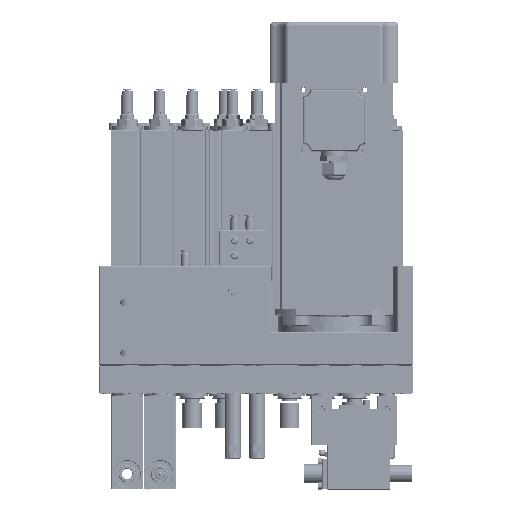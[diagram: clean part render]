
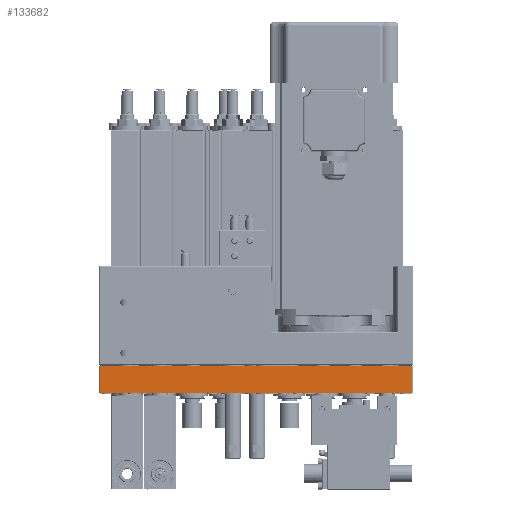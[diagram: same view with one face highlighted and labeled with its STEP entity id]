
A CAD part, left-side view. The second image highlights one B-rep face of the part: STEP entity #133682.
In plain terms, the highlighted planar face has unit normal (-1, 0, 0).
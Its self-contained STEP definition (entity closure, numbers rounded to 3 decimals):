
#2598 = VERTEX_POINT ( 'NONE', #301097 ) ;
#4020 = DIRECTION ( 'NONE',  ( 0., 0., -1. ) ) ;
#6732 = VERTEX_POINT ( 'NONE', #102911 ) ;
#14954 = EDGE_CURVE ( 'NONE', #2598, #29153, #48974, .T. ) ;
#18811 = DIRECTION ( 'NONE',  ( 1., 0., 0. ) ) ;
#21481 = LINE ( 'NONE', #288118, #206548 ) ;
#25021 = VECTOR ( 'NONE', #273725, 1000. ) ;
#29153 = VERTEX_POINT ( 'NONE', #162888 ) ;
#34277 = ORIENTED_EDGE ( 'NONE', *, *, #14954, .T. ) ;
#42292 = AXIS2_PLACEMENT_3D ( 'NONE', #183155, #18811, #63357 ) ;
#48974 = LINE ( 'NONE', #262995, #244941 ) ;
#63357 = DIRECTION ( 'NONE',  ( 0., 1., 0. ) ) ;
#65626 = LINE ( 'NONE', #202460, #25021 ) ;
#70090 = EDGE_CURVE ( 'NONE', #75691, #6732, #218766, .T. ) ;
#72531 = ORIENTED_EDGE ( 'NONE', *, *, #70090, .T. ) ;
#75691 = VERTEX_POINT ( 'NONE', #248071 ) ;
#102911 = CARTESIAN_POINT ( 'NONE',  ( -194., -217., -27. ) ) ;
#114194 = ORIENTED_EDGE ( 'NONE', *, *, #120149, .T. ) ;
#120149 = EDGE_CURVE ( 'NONE', #6732, #2598, #65626, .T. ) ;
#121436 = DIRECTION ( 'NONE',  ( 0., 1., 0. ) ) ;
#133682 = ADVANCED_FACE ( 'NONE', ( #190234 ), #157265, .F. ) ;
#157261 = DIRECTION ( 'NONE',  ( 0., -1., 0. ) ) ;
#157265 = PLANE ( 'NONE',  #42292 ) ;
#159625 = VECTOR ( 'NONE', #157261, 1000. ) ;
#162888 = CARTESIAN_POINT ( 'NONE',  ( -194., 91., -1. ) ) ;
#183155 = CARTESIAN_POINT ( 'NONE',  ( -194., 92., 0. ) ) ;
#184451 = EDGE_LOOP ( 'NONE', ( #72531, #114194, #34277, #263762 ) ) ;
#190234 = FACE_OUTER_BOUND ( 'NONE', #184451, .T. ) ;
#202460 = CARTESIAN_POINT ( 'NONE',  ( -194., -217., 0. ) ) ;
#206548 = VECTOR ( 'NONE', #4020, 1000. ) ;
#218766 = LINE ( 'NONE', #248313, #159625 ) ;
#244941 = VECTOR ( 'NONE', #121436, 1000. ) ;
#248071 = CARTESIAN_POINT ( 'NONE',  ( -194., 91., -27. ) ) ;
#248313 = CARTESIAN_POINT ( 'NONE',  ( -194., -218., -27. ) ) ;
#260038 = EDGE_CURVE ( 'NONE', #29153, #75691, #21481, .T. ) ;
#262995 = CARTESIAN_POINT ( 'NONE',  ( -194., 92., -1. ) ) ;
#263762 = ORIENTED_EDGE ( 'NONE', *, *, #260038, .T. ) ;
#273725 = DIRECTION ( 'NONE',  ( 0., 0., 1. ) ) ;
#288118 = CARTESIAN_POINT ( 'NONE',  ( -194., 91., 0. ) ) ;
#301097 = CARTESIAN_POINT ( 'NONE',  ( -194., -217., -1. ) ) ;
